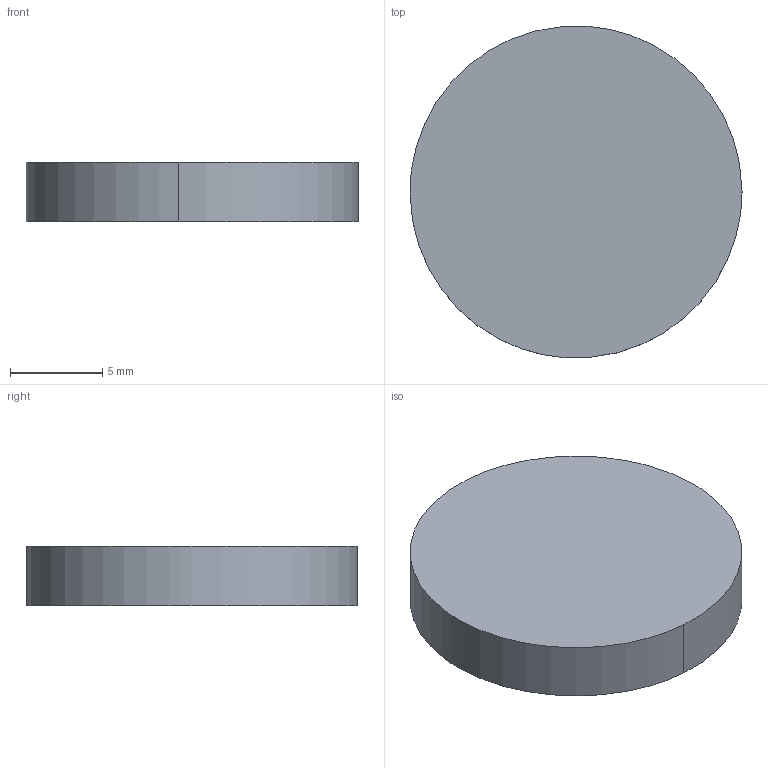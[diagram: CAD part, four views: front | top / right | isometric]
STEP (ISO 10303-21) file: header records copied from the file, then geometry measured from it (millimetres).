
FILE_DESCRIPTION((''),'2;1');
FILE_NAME('','2005-12-14T16:11:19',(''),(''),'','CADfix','');
FILE_SCHEMA(('AUTOMOTIVE_DESIGN'));
Length unit declared in the file: millimetre
Products named in the file (1): rubber foot
Bounding box: 18 x 17.94 x 3.2 mm (x, y, z)
Volume: 816 mm3; surface area: 690.1 mm2
Topology: 1 solids, 1 shells, 4 faces, 10 edges, 8 vertices
Faces by surface type: bspline 4
Entity records: 149 total; most frequent: CARTESIAN_POINT 73, ORIENTED_EDGE 20, EDGE_CURVE 10, VERTEX_POINT 8, EDGE_LOOP 4, FACE_OUTER_BOUND 4, ADVANCED_FACE 4, DIMENSIONAL_EXPONENTS 2
